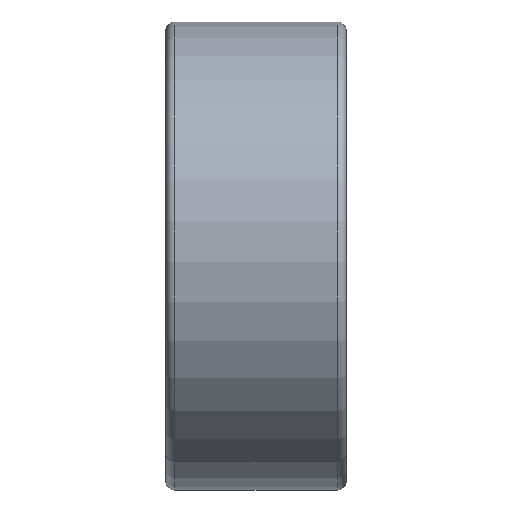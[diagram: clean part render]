
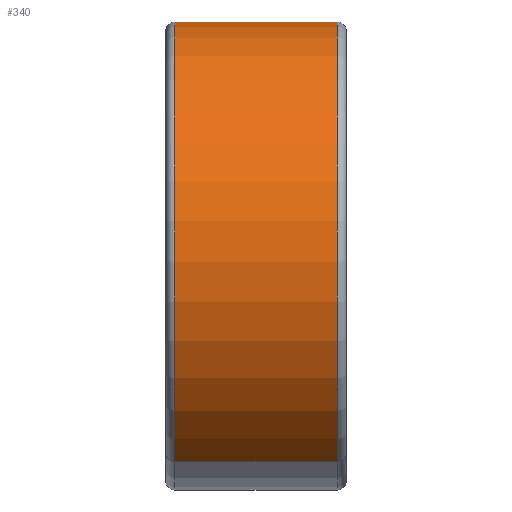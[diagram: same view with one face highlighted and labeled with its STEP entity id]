
A CAD part, left-side view. The second image highlights one B-rep face of the part: STEP entity #340.
In plain terms, the highlighted cylindrical face has radius 39.5 mm (diameter 79 mm), a partial arc.
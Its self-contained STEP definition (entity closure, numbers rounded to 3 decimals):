
#259=CARTESIAN_POINT('Vertex',(-18.937,13.75,-34.665)) ;
#262=CARTESIAN_POINT('Axis2P3D Location',(0.,13.75,0.)) ;
#266=CARTESIAN_POINT('Vertex',(18.937,13.75,34.665)) ;
#298=CARTESIAN_POINT('Axis2P3D Location',(0.,0.,0.)) ;
#303=CARTESIAN_POINT('Line Origine',(-18.937,0.,-34.665)) ;
#307=CARTESIAN_POINT('Vertex',(-18.937,-13.75,-34.665)) ;
#310=CARTESIAN_POINT('Line Origine',(18.937,0.,34.665)) ;
#314=CARTESIAN_POINT('Vertex',(18.937,-13.75,34.665)) ;
#329=CARTESIAN_POINT('Axis2P3D Location',(0.,-13.75,0.)) ;
#263=DIRECTION('Axis2P3D Direction',(-0.,1.,0.)) ;
#299=DIRECTION('Axis2P3D Direction',(0.,1.,0.)) ;
#300=DIRECTION('Axis2P3D XDirection',(0.479,-0.,0.878)) ;
#304=DIRECTION('Vector Direction',(0.,1.,0.)) ;
#311=DIRECTION('Vector Direction',(0.,1.,0.)) ;
#330=DIRECTION('Axis2P3D Direction',(0.,1.,0.)) ;
#264=AXIS2_PLACEMENT_3D('Circle Axis2P3D',#262,#263,$) ;
#301=AXIS2_PLACEMENT_3D('Cylinder Axis2P3D',#298,#299,#300) ;
#331=AXIS2_PLACEMENT_3D('Circle Axis2P3D',#329,#330,$) ;
#335=ORIENTED_EDGE('',*,*,#316,.F.) ;
#336=ORIENTED_EDGE('',*,*,#268,.F.) ;
#337=ORIENTED_EDGE('',*,*,#309,.T.) ;
#338=ORIENTED_EDGE('',*,*,#333,.T.) ;
#305=VECTOR('Line Direction',#304,1.) ;
#312=VECTOR('Line Direction',#311,1.) ;
#340=ADVANCED_FACE('Corps principal',(#339),#302,.T.) ;
#265=CIRCLE('generated circle',#264,39.5) ;
#332=CIRCLE('generated circle',#331,39.5) ;
#302=CYLINDRICAL_SURFACE('generated cylinder',#301,39.5) ;
#268=EDGE_CURVE('',#260,#267,#265,.T.) ;
#309=EDGE_CURVE('',#260,#308,#306,.F.) ;
#316=EDGE_CURVE('',#267,#315,#313,.F.) ;
#333=EDGE_CURVE('',#308,#315,#332,.T.) ;
#334=EDGE_LOOP('',(#335,#336,#337,#338)) ;
#339=FACE_OUTER_BOUND('',#334,.T.) ;
#306=LINE('Line',#303,#305) ;
#313=LINE('Line',#310,#312) ;
#260=VERTEX_POINT('',#259) ;
#267=VERTEX_POINT('',#266) ;
#308=VERTEX_POINT('',#307) ;
#315=VERTEX_POINT('',#314) ;
